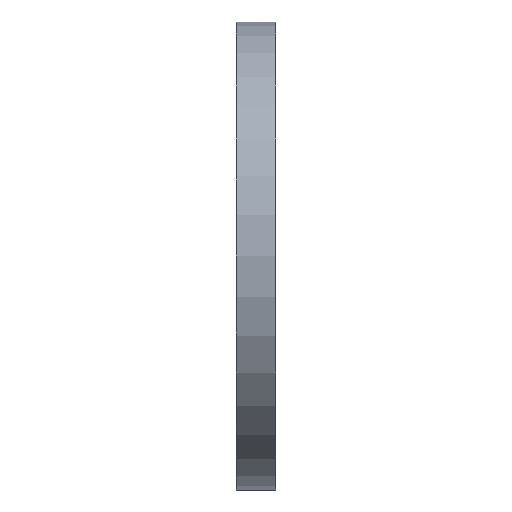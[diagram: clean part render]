
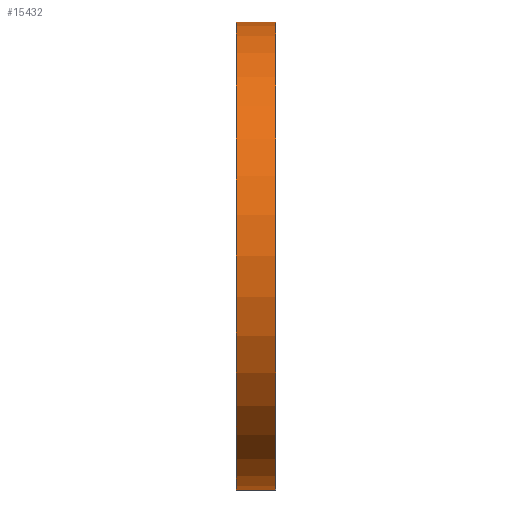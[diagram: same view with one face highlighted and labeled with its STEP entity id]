
A CAD part, left-side view. The second image highlights one B-rep face of the part: STEP entity #15432.
In plain terms, the highlighted cylindrical face has radius 38.1 mm (diameter 76.2 mm), a partial arc.
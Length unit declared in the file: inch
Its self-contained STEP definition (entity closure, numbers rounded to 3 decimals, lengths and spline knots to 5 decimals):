
#515 = CARTESIAN_POINT ( 'NONE',  ( -1.05006, 0.25, -1.5 ) ) ;
#605 = FACE_OUTER_BOUND ( 'NONE', #10737, .T. ) ;
#1203 = ORIENTED_EDGE ( 'NONE', *, *, #13665, .T. ) ;
#1513 = AXIS2_PLACEMENT_3D ( 'NONE', #18822, #8748, #20530 ) ;
#1685 = LINE ( 'NONE', #15237, #11176 ) ;
#2364 = DIRECTION ( 'NONE',  ( 0., 0., -1. ) ) ;
#3516 = ORIENTED_EDGE ( 'NONE', *, *, #13834, .F. ) ;
#3562 = CIRCLE ( 'NONE', #10972, 1.5 ) ;
#4376 = EDGE_CURVE ( 'NONE', #5547, #7755, #1685, .T. ) ;
#4790 = ORIENTED_EDGE ( 'NONE', *, *, #4376, .F. ) ;
#5064 = CARTESIAN_POINT ( 'NONE',  ( -1.05006, 0., -1.5 ) ) ;
#5422 = CIRCLE ( 'NONE', #1513, 1.5 ) ;
#5547 = VERTEX_POINT ( 'NONE', #15478 ) ;
#7755 = VERTEX_POINT ( 'NONE', #20191 ) ;
#8317 = CARTESIAN_POINT ( 'NONE',  ( -1.05006, 0., 0. ) ) ;
#8362 = AXIS2_PLACEMENT_3D ( 'NONE', #10759, #14136, #2364 ) ;
#8525 = CYLINDRICAL_SURFACE ( 'NONE', #8362, 1.5 ) ;
#8748 = DIRECTION ( 'NONE',  ( 0., 1., 0. ) ) ;
#9968 = DIRECTION ( 'NONE',  ( 0., 0., 1. ) ) ;
#10737 = EDGE_LOOP ( 'NONE', ( #1203, #4790, #3516, #14718 ) ) ;
#10759 = CARTESIAN_POINT ( 'NONE',  ( -1.05006, 0.25, 0. ) ) ;
#10972 = AXIS2_PLACEMENT_3D ( 'NONE', #8317, #20085, #9968 ) ;
#11176 = VECTOR ( 'NONE', #16912, 39.37008 ) ;
#11507 = EDGE_CURVE ( 'NONE', #12853, #21787, #13527, .T. ) ;
#12853 = VERTEX_POINT ( 'NONE', #18160 ) ;
#13527 = LINE ( 'NONE', #515, #17483 ) ;
#13665 = EDGE_CURVE ( 'NONE', #21787, #7755, #3562, .T. ) ;
#13834 = EDGE_CURVE ( 'NONE', #12853, #5547, #5422, .T. ) ;
#14136 = DIRECTION ( 'NONE',  ( 0., -1., 0. ) ) ;
#14718 = ORIENTED_EDGE ( 'NONE', *, *, #11507, .T. ) ;
#15237 = CARTESIAN_POINT ( 'NONE',  ( -1.05006, 0.25, 1.5 ) ) ;
#15432 = ADVANCED_FACE ( 'NONE', ( #605 ), #8525, .T. ) ;
#15478 = CARTESIAN_POINT ( 'NONE',  ( -1.05006, 0.25, 1.5 ) ) ;
#16912 = DIRECTION ( 'NONE',  ( 0., -1., 0. ) ) ;
#17483 = VECTOR ( 'NONE', #19083, 39.37008 ) ;
#18160 = CARTESIAN_POINT ( 'NONE',  ( -1.05006, 0.25, -1.5 ) ) ;
#18822 = CARTESIAN_POINT ( 'NONE',  ( -1.05006, 0.25, 0. ) ) ;
#19083 = DIRECTION ( 'NONE',  ( 0., -1., 0. ) ) ;
#20085 = DIRECTION ( 'NONE',  ( 0., 1., 0. ) ) ;
#20191 = CARTESIAN_POINT ( 'NONE',  ( -1.05006, 0., 1.5 ) ) ;
#20530 = DIRECTION ( 'NONE',  ( 0., 0., 1. ) ) ;
#21787 = VERTEX_POINT ( 'NONE', #5064 ) ;
